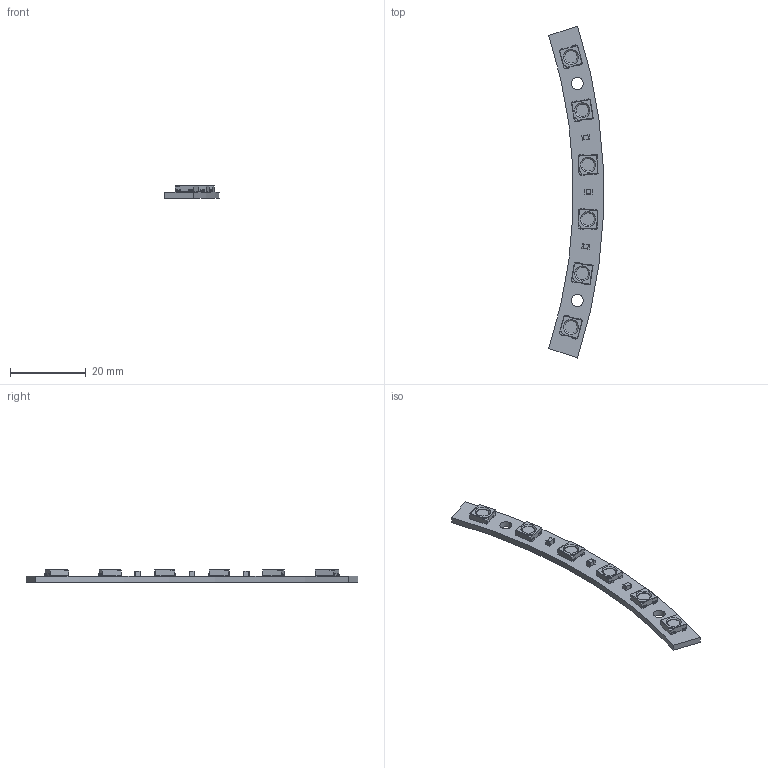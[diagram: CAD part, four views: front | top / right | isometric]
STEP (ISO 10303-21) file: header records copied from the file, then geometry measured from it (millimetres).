
FILE_DESCRIPTION(('KiCad electronic assembly'),'2;1');
FILE_NAME('PCB.step','2021-02-04T17:31:46',('An Author'),('A Company'), 'Open CASCADE STEP processor 6.9','KiCad to STEP converter','Unknown' );
FILE_SCHEMA(('AUTOMOTIVE_DESIGN { 1 0 10303 214 1 1 1 1 }'));
Length unit declared in the file: millimetre
Products named in the file (6): Open CASCADE STEP translator 6.9 1; LED_SK6812_PLCC4_5.0x5.0mm_P3.2mm; SOLID; C_0805_2012Metric; COMPOUND
Assembly tree (12 placements, depth 3):
  Open CASCADE STEP translator 6.9 1
    LED_SK6812_PLCC4_5.0x5.0mm_P3.2mm  x6
      SOLID
    C_0805_2012Metric  x3
      SOLID
    COMPOUND
Bounding box: 14.39 x 87.45 x 3.35 mm (x, y, z)
Volume: 1307.1 mm3; surface area: 2268.3 mm2
Topology: 10 solids, 10 shells, 500 faces, 1440 edges, 948 vertices
Faces by surface type: plane 322, cylinder 172, cone 6
Full cylindrical faces by diameter (mm): 3.2 x2, 3.333 x6
Entity records: 8326 total; most frequent: CARTESIAN_POINT 1644, DIRECTION 1132, LINE 725, VECTOR 725, ORIENTED_EDGE 582, PCURVE 582, DEFINITIONAL_REPRESENTATION 582, EDGE_CURVE 291
